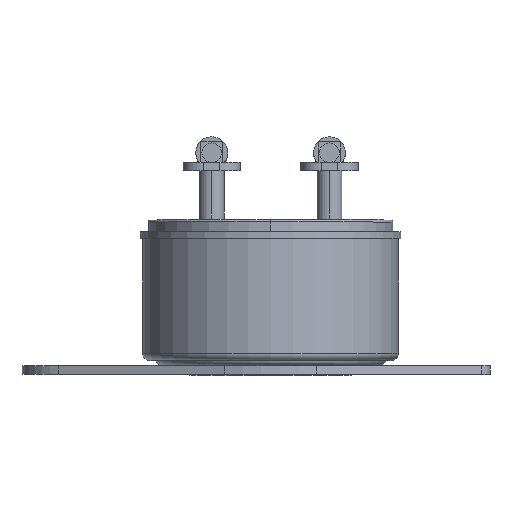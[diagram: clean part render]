
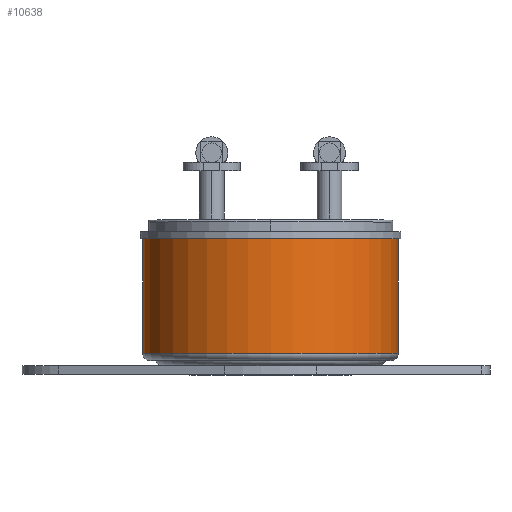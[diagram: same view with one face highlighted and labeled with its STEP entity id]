
A CAD part, top view. The second image highlights one B-rep face of the part: STEP entity #10638.
In plain terms, the highlighted cylindrical face has radius 7.942 mm (diameter 15.884 mm), a partial arc.
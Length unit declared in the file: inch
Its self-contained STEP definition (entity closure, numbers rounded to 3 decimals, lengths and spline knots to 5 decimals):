
#153 = VERTEX_POINT ( 'NONE', #22291 ) ;
#2614 = DIRECTION ( 'NONE',  ( 0., 1., 0. ) ) ;
#5905 = DIRECTION ( 'NONE',  ( -1., 0., 0. ) ) ;
#6926 = CARTESIAN_POINT ( 'NONE',  ( 0.31268, 0.311, 0. ) ) ;
#9334 = CARTESIAN_POINT ( 'NONE',  ( -0.31268, -0.0095, 0. ) ) ;
#10638 = ADVANCED_FACE ( 'NONE', ( #26660 ), #23830, .T. ) ;
#10672 = CIRCLE ( 'NONE', #36872, 0.31268 ) ;
#10799 = CARTESIAN_POINT ( 'NONE',  ( 0., 0.03, 0. ) ) ;
#11523 = DIRECTION ( 'NONE',  ( 0., 1., 0. ) ) ;
#12699 = CARTESIAN_POINT ( 'NONE',  ( 0.31268, 0.03, 0. ) ) ;
#12756 = EDGE_CURVE ( 'NONE', #153, #18233, #26923, .T. ) ;
#12951 = CIRCLE ( 'NONE', #33776, 0.31268 ) ;
#13540 = CARTESIAN_POINT ( 'NONE',  ( -0.31268, 0.311, 0. ) ) ;
#14391 = DIRECTION ( 'NONE',  ( 0., 1., 0. ) ) ;
#15487 = VERTEX_POINT ( 'NONE', #12699 ) ;
#16993 = EDGE_CURVE ( 'NONE', #18233, #20952, #12951, .T. ) ;
#17744 = EDGE_CURVE ( 'NONE', #15487, #20952, #36555, .T. ) ;
#17945 = DIRECTION ( 'NONE',  ( -1., 0., 0. ) ) ;
#18233 = VERTEX_POINT ( 'NONE', #13540 ) ;
#19044 = CARTESIAN_POINT ( 'NONE',  ( 0.31268, -0.0095, 0. ) ) ;
#19958 = AXIS2_PLACEMENT_3D ( 'NONE', #30547, #36497, #29992 ) ;
#20952 = VERTEX_POINT ( 'NONE', #6926 ) ;
#21388 = EDGE_LOOP ( 'NONE', ( #36512, #27338, #34446, #31447 ) ) ;
#22291 = CARTESIAN_POINT ( 'NONE',  ( -0.31268, 0.03, 0. ) ) ;
#23830 = CYLINDRICAL_SURFACE ( 'NONE', #19958, 0.31268 ) ;
#23909 = DIRECTION ( 'NONE',  ( 0., 1., 0. ) ) ;
#24348 = VECTOR ( 'NONE', #2614, 39.37008 ) ;
#26660 = FACE_OUTER_BOUND ( 'NONE', #21388, .T. ) ;
#26923 = LINE ( 'NONE', #9334, #35572 ) ;
#27338 = ORIENTED_EDGE ( 'NONE', *, *, #17744, .T. ) ;
#28758 = CARTESIAN_POINT ( 'NONE',  ( 0., 0.311, 0. ) ) ;
#29992 = DIRECTION ( 'NONE',  ( -1., 0., 0. ) ) ;
#30547 = CARTESIAN_POINT ( 'NONE',  ( 0., -0.0095, 0. ) ) ;
#31447 = ORIENTED_EDGE ( 'NONE', *, *, #12756, .F. ) ;
#33776 = AXIS2_PLACEMENT_3D ( 'NONE', #28758, #14391, #17945 ) ;
#34446 = ORIENTED_EDGE ( 'NONE', *, *, #16993, .F. ) ;
#35511 = EDGE_CURVE ( 'NONE', #153, #15487, #10672, .T. ) ;
#35572 = VECTOR ( 'NONE', #23909, 39.37008 ) ;
#36497 = DIRECTION ( 'NONE',  ( 0., 1., 0. ) ) ;
#36512 = ORIENTED_EDGE ( 'NONE', *, *, #35511, .T. ) ;
#36555 = LINE ( 'NONE', #19044, #24348 ) ;
#36872 = AXIS2_PLACEMENT_3D ( 'NONE', #10799, #11523, #5905 ) ;
